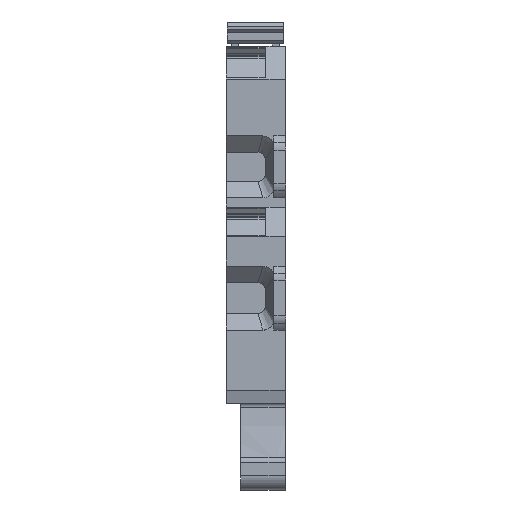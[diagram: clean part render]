
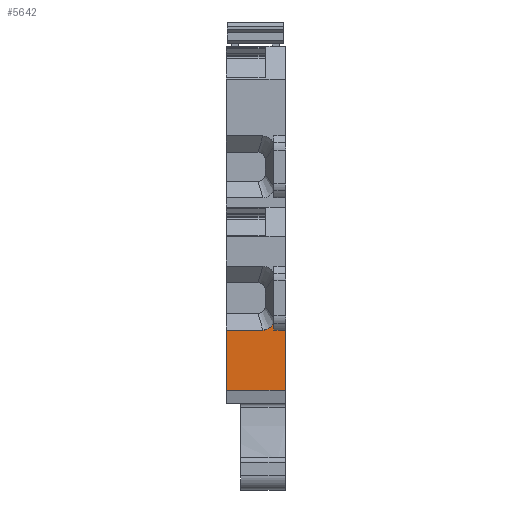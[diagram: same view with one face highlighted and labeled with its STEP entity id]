
A CAD part, front view. The second image highlights one B-rep face of the part: STEP entity #5642.
In plain terms, the highlighted planar face has unit normal (0, -1, 0).
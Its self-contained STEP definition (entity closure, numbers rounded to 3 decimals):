
#5589=AXIS2_PLACEMENT_3D('Plane Axis2P3D',#5586,#5587,#5588) ;
#3283=CARTESIAN_POINT('Vertex',(0.,1.002,13.671)) ;
#3286=CARTESIAN_POINT('Line Origine',(0.,1.002,17.808)) ;
#3290=CARTESIAN_POINT('Vertex',(0.,1.002,21.944)) ;
#5567=CARTESIAN_POINT('Line Origine',(4.033,1.002,13.671)) ;
#5571=CARTESIAN_POINT('Vertex',(8.066,1.002,13.671)) ;
#5586=CARTESIAN_POINT('Axis2P3D Location',(8.116,1.002,19.289)) ;
#5591=CARTESIAN_POINT('Line Origine',(7.29,1.002,21.944)) ;
#5595=CARTESIAN_POINT('Vertex',(8.066,1.002,21.944)) ;
#5597=CARTESIAN_POINT('Vertex',(6.513,1.002,21.944)) ;
#5600=CARTESIAN_POINT('Line Origine',(6.513,1.002,22.695)) ;
#5604=CARTESIAN_POINT('Vertex',(6.513,1.002,23.447)) ;
#5608=CARTESIAN_POINT('Control Point',(6.513,1.002,23.447)) ;
#5609=CARTESIAN_POINT('Control Point',(6.513,1.002,23.267)) ;
#5610=CARTESIAN_POINT('Control Point',(6.486,1.002,23.086)) ;
#5611=CARTESIAN_POINT('Control Point',(6.432,1.002,22.912)) ;
#5612=CARTESIAN_POINT('Control Point',(6.273,1.002,22.584)) ;
#5613=CARTESIAN_POINT('Control Point',(6.025,1.002,22.317)) ;
#5614=CARTESIAN_POINT('Control Point',(5.882,1.002,22.203)) ;
#5615=CARTESIAN_POINT('Control Point',(5.626,1.002,22.056)) ;
#5616=CARTESIAN_POINT('Control Point',(5.344,1.002,21.975)) ;
#5617=CARTESIAN_POINT('Control Point',(5.234,1.002,21.954)) ;
#5618=CARTESIAN_POINT('Control Point',(5.122,1.002,21.944)) ;
#5619=CARTESIAN_POINT('Control Point',(5.01,1.002,21.944)) ;
#5620=CARTESIAN_POINT('Vertex',(5.01,1.002,21.944)) ;
#5623=CARTESIAN_POINT('Line Origine',(2.505,1.002,21.944)) ;
#5628=CARTESIAN_POINT('Line Origine',(8.066,1.002,17.808)) ;
#3287=DIRECTION('Vector Direction',(0.,0.,-1.)) ;
#5568=DIRECTION('Vector Direction',(-1.,0.,0.)) ;
#5587=DIRECTION('Axis2P3D Direction',(0.,-1.,0.)) ;
#5588=DIRECTION('Axis2P3D XDirection',(0.,0.,1.)) ;
#5592=DIRECTION('Vector Direction',(-1.,0.,0.)) ;
#5601=DIRECTION('Vector Direction',(0.,0.,-1.)) ;
#5624=DIRECTION('Vector Direction',(1.,0.,0.)) ;
#5629=DIRECTION('Vector Direction',(0.,0.,1.)) ;
#3288=VECTOR('Line Direction',#3287,1.) ;
#5569=VECTOR('Line Direction',#5568,1.) ;
#5593=VECTOR('Line Direction',#5592,1.) ;
#5602=VECTOR('Line Direction',#5601,1.) ;
#5625=VECTOR('Line Direction',#5624,1.) ;
#5630=VECTOR('Line Direction',#5629,1.) ;
#5634=ORIENTED_EDGE('',*,*,#5599,.T.) ;
#5635=ORIENTED_EDGE('',*,*,#5606,.F.) ;
#5636=ORIENTED_EDGE('',*,*,#5622,.T.) ;
#5637=ORIENTED_EDGE('',*,*,#5627,.T.) ;
#5638=ORIENTED_EDGE('',*,*,#3292,.T.) ;
#5639=ORIENTED_EDGE('',*,*,#5573,.F.) ;
#5640=ORIENTED_EDGE('',*,*,#5632,.T.) ;
#5642=ADVANCED_FACE('KDKS 1/PE/35 DB',(#5641),#5590,.T.) ;
#5607=B_SPLINE_CURVE_WITH_KNOTS('',5,(#5608,#5609,#5610,#5611,#5612,#5613,#5614,#5615,#5616,#5617,#5618,#5619),.UNSPECIFIED.,.F.,.U.,(6,3,3,6),(0.,1.278,2.556,3.349),.UNSPECIFIED.) ;
#3292=EDGE_CURVE('',#3291,#3284,#3289,.T.) ;
#5573=EDGE_CURVE('',#5572,#3284,#5570,.T.) ;
#5599=EDGE_CURVE('',#5596,#5598,#5594,.T.) ;
#5606=EDGE_CURVE('',#5605,#5598,#5603,.T.) ;
#5622=EDGE_CURVE('',#5605,#5621,#5607,.T.) ;
#5627=EDGE_CURVE('',#5621,#3291,#5626,.F.) ;
#5632=EDGE_CURVE('',#5572,#5596,#5631,.T.) ;
#5633=EDGE_LOOP('',(#5634,#5635,#5636,#5637,#5638,#5639,#5640)) ;
#5641=FACE_OUTER_BOUND('',#5633,.T.) ;
#3289=LINE('Line',#3286,#3288) ;
#5570=LINE('Line',#5567,#5569) ;
#5594=LINE('Line',#5591,#5593) ;
#5603=LINE('Line',#5600,#5602) ;
#5626=LINE('Line',#5623,#5625) ;
#5631=LINE('Line',#5628,#5630) ;
#5590=PLANE('',#5589) ;
#3284=VERTEX_POINT('',#3283) ;
#3291=VERTEX_POINT('',#3290) ;
#5572=VERTEX_POINT('',#5571) ;
#5596=VERTEX_POINT('',#5595) ;
#5598=VERTEX_POINT('',#5597) ;
#5605=VERTEX_POINT('',#5604) ;
#5621=VERTEX_POINT('',#5620) ;
